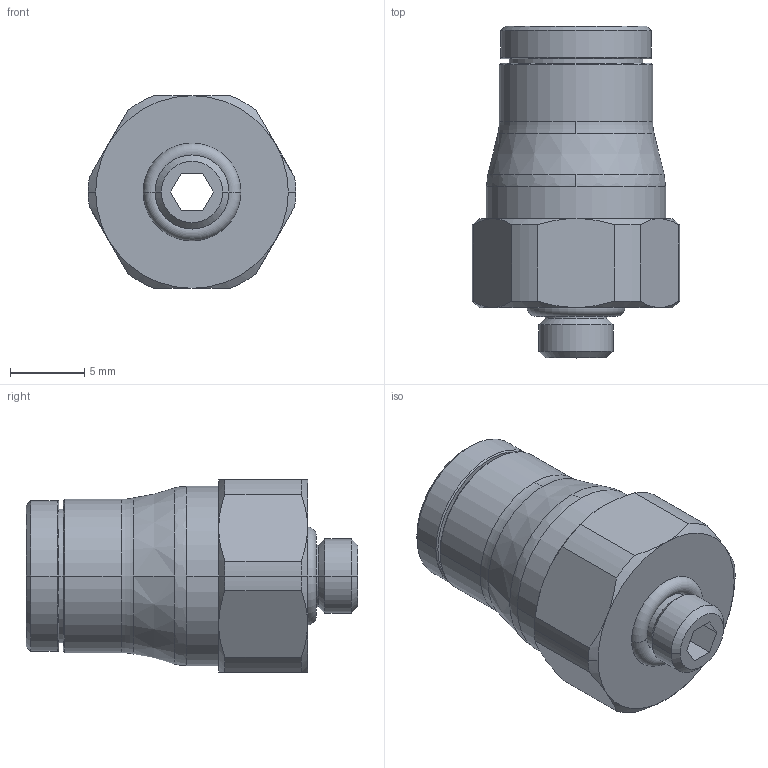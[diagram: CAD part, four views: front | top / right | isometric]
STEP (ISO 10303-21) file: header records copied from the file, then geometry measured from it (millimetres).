
FILE_DESCRIPTION(('STEP AP214'),'1');
FILE_NAME('3601_06_19.stp','2016-07-07T14:16:14',('TraceParts'),('TraceParts S.A.'),'Spatial InterOp 3D',' ',' ');
FILE_SCHEMA(('automotive_design'));
Length unit declared in the file: millimetre
Products named in the file (1): 1
Bounding box: 14 x 22.4 x 13 mm (x, y, z)
Volume: 1651.2 mm3; surface area: 1390.1 mm2
Topology: 1 solids, 1 shells, 76 faces, 181 edges, 113 vertices
Faces by surface type: cone 26, cylinder 22, plane 20, torus 8
Entity records: 2261 total; most frequent: CARTESIAN_POINT 467, DIRECTION 408, ORIENTED_EDGE 362, EDGE_CURVE 181, AXIS2_PLACEMENT_3D 174, VERTEX_POINT 113, CIRCLE 97, EDGE_LOOP 84
